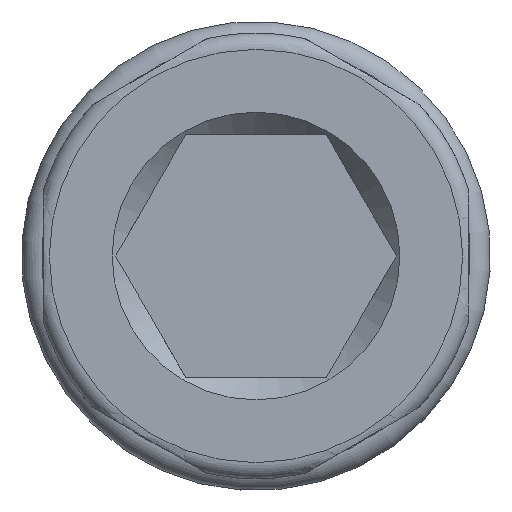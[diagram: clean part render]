
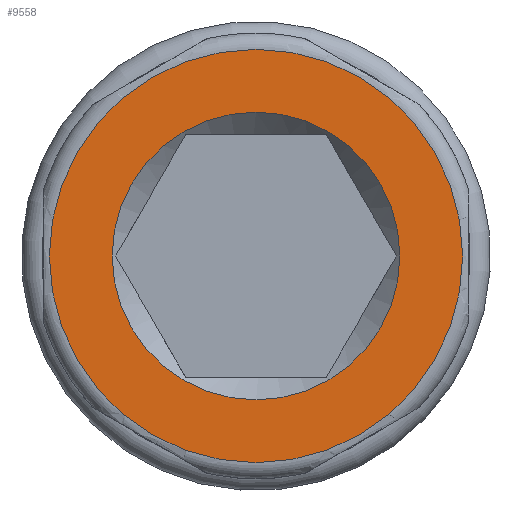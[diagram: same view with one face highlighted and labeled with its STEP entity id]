
A CAD part, left-side view. The second image highlights one B-rep face of the part: STEP entity #9558.
In plain terms, the highlighted planar face has unit normal (-1, 0, 0).
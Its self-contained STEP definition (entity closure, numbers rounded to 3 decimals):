
#110=FACE_BOUND('',#2804,.T.);
#493=CIRCLE('',#10007,10.2);
#494=CIRCLE('',#10008,10.2);
#505=CIRCLE('',#10032,7.1);
#1765=PLANE('',#10031);
#2253=FACE_OUTER_BOUND('',#2803,.T.);
#2803=EDGE_LOOP('',(#8349,#8350));
#2804=EDGE_LOOP('',(#8351));
#4323=VERTEX_POINT('',#70459);
#4324=VERTEX_POINT('',#70461);
#4336=VERTEX_POINT('',#70663);
#5657=EDGE_CURVE('',#4323,#4324,#493,.T.);
#5658=EDGE_CURVE('',#4324,#4323,#494,.T.);
#5683=EDGE_CURVE('',#4336,#4336,#505,.T.);
#8349=ORIENTED_EDGE('',*,*,#5658,.F.);
#8350=ORIENTED_EDGE('',*,*,#5657,.F.);
#8351=ORIENTED_EDGE('',*,*,#5683,.F.);
#9558=ADVANCED_FACE('',(#2253,#110),#1765,.T.);
#10007=AXIS2_PLACEMENT_3D('',#70462,#11376,#11377);
#10008=AXIS2_PLACEMENT_3D('',#70463,#11378,#11379);
#10031=AXIS2_PLACEMENT_3D('',#70662,#11432,#11433);
#10032=AXIS2_PLACEMENT_3D('',#70664,#11434,#11435);
#11376=DIRECTION('center_axis',(1.,0.,0.));
#11377=DIRECTION('ref_axis',(0.,-1.,0.));
#11378=DIRECTION('center_axis',(1.,0.,0.));
#11379=DIRECTION('ref_axis',(0.,-1.,0.));
#11432=DIRECTION('center_axis',(-1.,0.,0.));
#11433=DIRECTION('ref_axis',(0.,0.,1.));
#11434=DIRECTION('center_axis',(-1.,0.,0.));
#11435=DIRECTION('ref_axis',(0.,-1.,0.));
#70459=CARTESIAN_POINT('',(0.,0.,10.2));
#70461=CARTESIAN_POINT('',(0.,10.2,0.));
#70462=CARTESIAN_POINT('Origin',(0.,0.,0.));
#70463=CARTESIAN_POINT('Origin',(0.,0.,0.));
#70662=CARTESIAN_POINT('Origin',(0.,8.5,0.));
#70663=CARTESIAN_POINT('',(0.,7.1,0.));
#70664=CARTESIAN_POINT('Origin',(0.,0.,0.));
